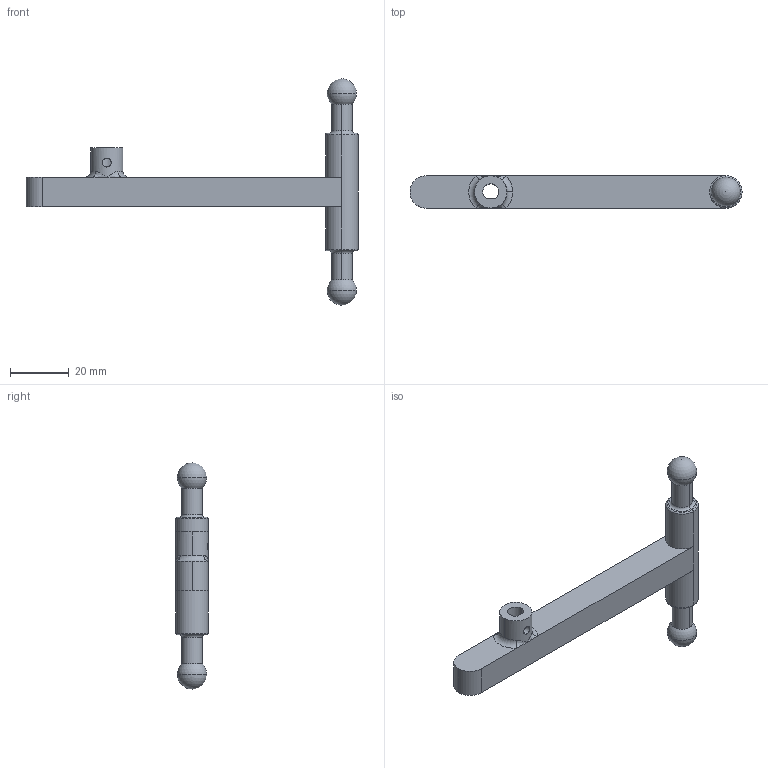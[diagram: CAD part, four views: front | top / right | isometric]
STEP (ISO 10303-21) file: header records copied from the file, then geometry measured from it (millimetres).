
FILE_DESCRIPTION (( 'STEP AP203' ), '1' );
FILE_NAME ('m1 - Copy (2)_Default_sldprt.STEP', '2024-06-06T00:56:48', ( '' ), ( '' ), 'SwSTEP 2.0', 'SolidWorks 2022', '' );
FILE_SCHEMA (( 'CONFIG_CONTROL_DESIGN' ));
Length unit declared in the file: millimetre
Products named in the file (1): m1 - Copy (2)_Default_sldprt
Bounding box: 113 x 11 x 77 mm (x, y, z)
Volume: 17277 mm3; surface area: 7358.7 mm2
Topology: 1 solids, 1 shells, 44 faces, 111 edges, 65 vertices
Faces by surface type: cylinder 16, torus 11, plane 9, sphere 4, bspline 4
Entity records: 1568 total; most frequent: CARTESIAN_POINT 473, DIRECTION 235, ORIENTED_EDGE 198, AXIS2_PLACEMENT_3D 101, EDGE_CURVE 99, VERTEX_POINT 61, CIRCLE 60, EDGE_LOOP 52
